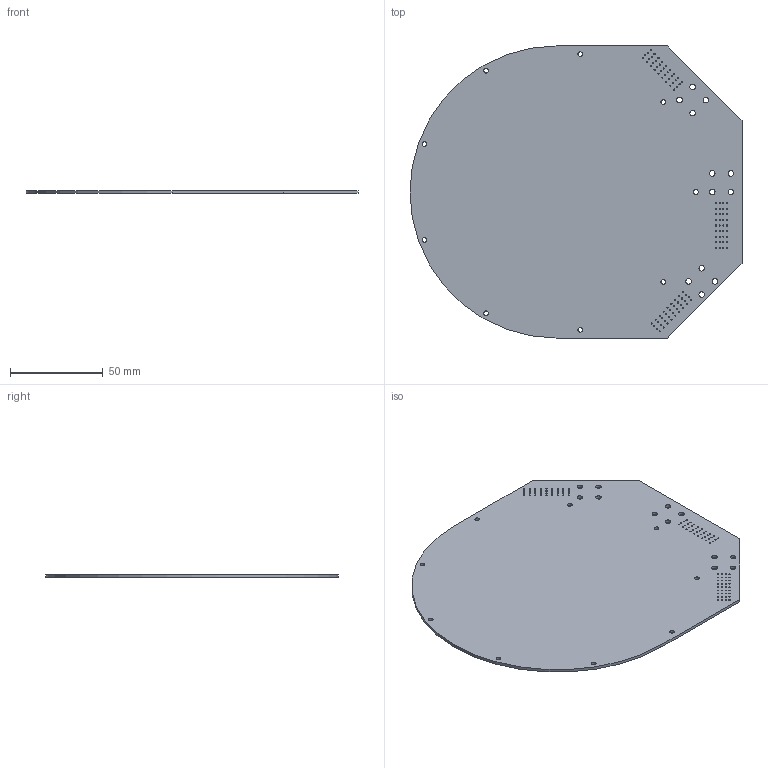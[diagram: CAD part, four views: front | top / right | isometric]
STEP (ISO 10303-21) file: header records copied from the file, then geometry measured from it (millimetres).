
FILE_DESCRIPTION(('FreeCAD Model'),'2;1');
FILE_NAME('iscaBottom.step', '2017-09-26T00:12:10',('kicad StepUp'),('ksu MCAD'), 'Open CASCADE STEP processor 6.8','FreeCAD','Unknown');
FILE_SCHEMA(('AUTOMOTIVE_DESIGN_CC2 { 1 2 10303 214 -1 1 5 4 }'));
Length unit declared in the file: millimetre
Products named in the file (2): ASSEMBLY; Pcb
Assembly tree (1 placements, depth 2):
  ASSEMBLY
    Pcb
Bounding box: 178.5 x 157 x 1.6 mm (x, y, z)
Volume: 37792.2 mm3; surface area: 48750.8 mm2
Topology: 1 solids, 1 shells, 137 faces, 405 edges, 270 vertices
Faces by surface type: cylinder 130, plane 7
Full cylindrical faces by diameter (mm): 0.6 x108, 2.5 x9, 3 x12
Entity records: 5294 total; most frequent: DIRECTION 943, CARTESIAN_POINT 814, ORIENTED_EDGE 810, EDGE_CURVE 405, AXIS2_PLACEMENT_3D 399, FACE_BOUND 395, EDGE_LOOP 395, VERTEX_POINT 270
